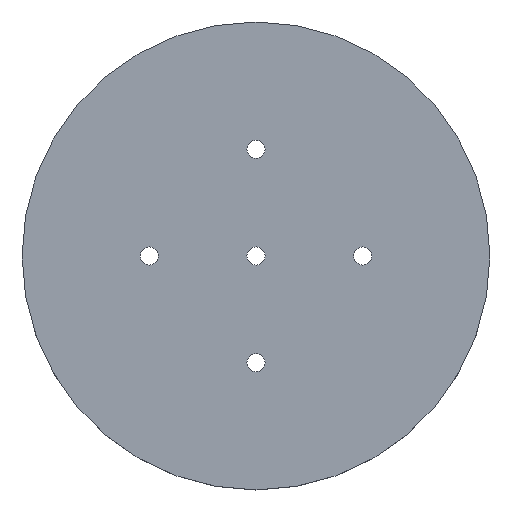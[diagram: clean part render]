
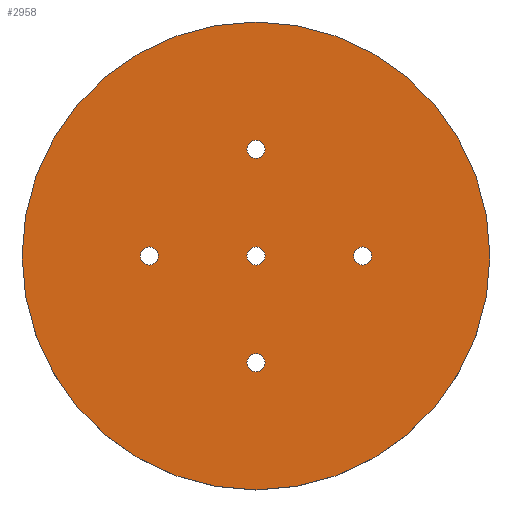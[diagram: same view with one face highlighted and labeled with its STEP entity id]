
A CAD part, top view. The second image highlights one B-rep face of the part: STEP entity #2958.
In plain terms, the highlighted planar face has unit normal (0, 0, 1).
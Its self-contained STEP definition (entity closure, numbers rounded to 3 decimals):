
#52 = DIRECTION ( 'NONE',  ( 0., 0., 1. ) ) ;
#190 = CARTESIAN_POINT ( 'NONE',  ( 0., 17.678, 10. ) ) ;
#224 = FACE_OUTER_BOUND ( 'NONE', #5678, .T. ) ;
#314 = ORIENTED_EDGE ( 'NONE', *, *, #5268, .T. ) ;
#385 = DIRECTION ( 'NONE',  ( 0., 0., 1. ) ) ;
#482 = CARTESIAN_POINT ( 'NONE',  ( 0., 0., 10. ) ) ;
#496 = EDGE_LOOP ( 'NONE', ( #5992, #3677 ) ) ;
#506 = EDGE_CURVE ( 'NONE', #2075, #3490, #4540, .T. ) ;
#583 = CIRCLE ( 'NONE', #6022, 1.5 ) ;
#636 = CARTESIAN_POINT ( 'NONE',  ( 0., 0., 10. ) ) ;
#643 = EDGE_CURVE ( 'NONE', #1929, #1444, #4042, .T. ) ;
#728 = FACE_BOUND ( 'NONE', #3654, .T. ) ;
#1113 = EDGE_CURVE ( 'NONE', #4632, #4882, #4887, .T. ) ;
#1156 = AXIS2_PLACEMENT_3D ( 'NONE', #1218, #2611, #4558 ) ;
#1218 = CARTESIAN_POINT ( 'NONE',  ( -17.678, 0., 10. ) ) ;
#1239 = CIRCLE ( 'NONE', #3198, 1.5 ) ;
#1278 = CARTESIAN_POINT ( 'NONE',  ( -1.5, 17.678, 10. ) ) ;
#1373 = CARTESIAN_POINT ( 'NONE',  ( 1.5, 0., 10. ) ) ;
#1444 = VERTEX_POINT ( 'NONE', #6103 ) ;
#1703 = PLANE ( 'NONE',  #4002 ) ;
#1759 = DIRECTION ( 'NONE',  ( 1., 0., 0. ) ) ;
#1824 = EDGE_CURVE ( 'NONE', #2886, #3564, #583, .T. ) ;
#1831 = DIRECTION ( 'NONE',  ( 1., 0., 0. ) ) ;
#1844 = AXIS2_PLACEMENT_3D ( 'NONE', #2733, #4298, #3813 ) ;
#1865 = DIRECTION ( 'NONE',  ( 1., 0., 0. ) ) ;
#1880 = CARTESIAN_POINT ( 'NONE',  ( 0., 0., 10. ) ) ;
#1899 = VERTEX_POINT ( 'NONE', #4844 ) ;
#1929 = VERTEX_POINT ( 'NONE', #1373 ) ;
#2075 = VERTEX_POINT ( 'NONE', #2538 ) ;
#2221 = CARTESIAN_POINT ( 'NONE',  ( -17.678, 0., 10. ) ) ;
#2288 = ORIENTED_EDGE ( 'NONE', *, *, #5404, .T. ) ;
#2430 = CARTESIAN_POINT ( 'NONE',  ( 1.5, 17.678, 10. ) ) ;
#2481 = AXIS2_PLACEMENT_3D ( 'NONE', #5934, #2889, #4886 ) ;
#2488 = ORIENTED_EDGE ( 'NONE', *, *, #4731, .F. ) ;
#2518 = CARTESIAN_POINT ( 'NONE',  ( 0., 0., 10. ) ) ;
#2538 = CARTESIAN_POINT ( 'NONE',  ( -19.178, 0., 10. ) ) ;
#2572 = CIRCLE ( 'NONE', #2481, 1.5 ) ;
#2610 = DIRECTION ( 'NONE',  ( 1., 0., 0. ) ) ;
#2611 = DIRECTION ( 'NONE',  ( 0., 0., 1. ) ) ;
#2733 = CARTESIAN_POINT ( 'NONE',  ( 17.678, 0., 10. ) ) ;
#2781 = DIRECTION ( 'NONE',  ( 1., 0., 0. ) ) ;
#2789 = ORIENTED_EDGE ( 'NONE', *, *, #5633, .F. ) ;
#2860 = CARTESIAN_POINT ( 'NONE',  ( -38.75, 0., 10. ) ) ;
#2886 = VERTEX_POINT ( 'NONE', #2430 ) ;
#2889 = DIRECTION ( 'NONE',  ( 0., 0., 1. ) ) ;
#2929 = VERTEX_POINT ( 'NONE', #3183 ) ;
#2958 = ADVANCED_FACE ( 'NONE', ( #5048, #6123, #728, #5109, #6062, #224 ), #1703, .T. ) ;
#3042 = AXIS2_PLACEMENT_3D ( 'NONE', #4445, #52, #3971 ) ;
#3110 = EDGE_CURVE ( 'NONE', #2929, #1899, #4607, .T. ) ;
#3139 = ORIENTED_EDGE ( 'NONE', *, *, #1824, .F. ) ;
#3183 = CARTESIAN_POINT ( 'NONE',  ( 16.178, 0., 10. ) ) ;
#3198 = AXIS2_PLACEMENT_3D ( 'NONE', #5259, #3271, #1759 ) ;
#3243 = EDGE_CURVE ( 'NONE', #1899, #2929, #2572, .T. ) ;
#3254 = CARTESIAN_POINT ( 'NONE',  ( 38.75, 0., 10. ) ) ;
#3271 = DIRECTION ( 'NONE',  ( 0., 0., 1. ) ) ;
#3339 = AXIS2_PLACEMENT_3D ( 'NONE', #4690, #385, #1865 ) ;
#3443 = ORIENTED_EDGE ( 'NONE', *, *, #3243, .F. ) ;
#3448 = AXIS2_PLACEMENT_3D ( 'NONE', #1880, #5827, #2781 ) ;
#3453 = DIRECTION ( 'NONE',  ( 1., 0., 0. ) ) ;
#3480 = DIRECTION ( 'NONE',  ( 1., 0., 0. ) ) ;
#3490 = VERTEX_POINT ( 'NONE', #5199 ) ;
#3520 = EDGE_CURVE ( 'NONE', #4882, #4632, #1239, .T. ) ;
#3564 = VERTEX_POINT ( 'NONE', #1278 ) ;
#3605 = DIRECTION ( 'NONE',  ( 1., 0., 0. ) ) ;
#3654 = EDGE_LOOP ( 'NONE', ( #5392, #5406 ) ) ;
#3658 = CARTESIAN_POINT ( 'NONE',  ( -1.5, -17.678, 10. ) ) ;
#3677 = ORIENTED_EDGE ( 'NONE', *, *, #1113, .F. ) ;
#3782 = EDGE_LOOP ( 'NONE', ( #6151, #2789 ) ) ;
#3813 = DIRECTION ( 'NONE',  ( 1., 0., 0. ) ) ;
#3853 = DIRECTION ( 'NONE',  ( 0., 0., 1. ) ) ;
#3971 = DIRECTION ( 'NONE',  ( 1., 0., 0. ) ) ;
#4002 = AXIS2_PLACEMENT_3D ( 'NONE', #636, #6035, #2610 ) ;
#4039 = CIRCLE ( 'NONE', #5771, 1.5 ) ;
#4042 = CIRCLE ( 'NONE', #4764, 1.5 ) ;
#4195 = EDGE_CURVE ( 'NONE', #3490, #2075, #5356, .T. ) ;
#4217 = CARTESIAN_POINT ( 'NONE',  ( 1.5, -17.678, 10. ) ) ;
#4220 = VERTEX_POINT ( 'NONE', #2860 ) ;
#4272 = DIRECTION ( 'NONE',  ( 0., 0., 1. ) ) ;
#4298 = DIRECTION ( 'NONE',  ( 0., 0., 1. ) ) ;
#4400 = DIRECTION ( 'NONE',  ( 0., 0., 1. ) ) ;
#4445 = CARTESIAN_POINT ( 'NONE',  ( 0., -17.678, 10. ) ) ;
#4540 = CIRCLE ( 'NONE', #4749, 1.5 ) ;
#4558 = DIRECTION ( 'NONE',  ( 1., 0., 0. ) ) ;
#4607 = CIRCLE ( 'NONE', #1844, 1.5 ) ;
#4632 = VERTEX_POINT ( 'NONE', #3658 ) ;
#4665 = EDGE_LOOP ( 'NONE', ( #3139, #2488 ) ) ;
#4666 = DIRECTION ( 'NONE',  ( 0., 0., 1. ) ) ;
#4690 = CARTESIAN_POINT ( 'NONE',  ( 0., 0., 10. ) ) ;
#4700 = DIRECTION ( 'NONE',  ( 1., 0., 0. ) ) ;
#4731 = EDGE_CURVE ( 'NONE', #3564, #2886, #4039, .T. ) ;
#4749 = AXIS2_PLACEMENT_3D ( 'NONE', #2221, #4272, #1831 ) ;
#4764 = AXIS2_PLACEMENT_3D ( 'NONE', #2518, #3853, #3480 ) ;
#4844 = CARTESIAN_POINT ( 'NONE',  ( 19.178, 0., 10. ) ) ;
#4874 = CIRCLE ( 'NONE', #3339, 38.75 ) ;
#4882 = VERTEX_POINT ( 'NONE', #4217 ) ;
#4886 = DIRECTION ( 'NONE',  ( 1., 0., 0. ) ) ;
#4887 = CIRCLE ( 'NONE', #3042, 1.5 ) ;
#4918 = ORIENTED_EDGE ( 'NONE', *, *, #3110, .F. ) ;
#5048 = FACE_BOUND ( 'NONE', #496, .T. ) ;
#5109 = FACE_BOUND ( 'NONE', #4665, .T. ) ;
#5199 = CARTESIAN_POINT ( 'NONE',  ( -16.178, 0., 10. ) ) ;
#5237 = VERTEX_POINT ( 'NONE', #3254 ) ;
#5259 = CARTESIAN_POINT ( 'NONE',  ( 0., -17.678, 10. ) ) ;
#5268 = EDGE_CURVE ( 'NONE', #4220, #5237, #4874, .T. ) ;
#5281 = AXIS2_PLACEMENT_3D ( 'NONE', #482, #4400, #3453 ) ;
#5356 = CIRCLE ( 'NONE', #1156, 1.5 ) ;
#5392 = ORIENTED_EDGE ( 'NONE', *, *, #4195, .F. ) ;
#5404 = EDGE_CURVE ( 'NONE', #5237, #4220, #5675, .T. ) ;
#5406 = ORIENTED_EDGE ( 'NONE', *, *, #506, .F. ) ;
#5529 = CARTESIAN_POINT ( 'NONE',  ( 0., 17.678, 10. ) ) ;
#5633 = EDGE_CURVE ( 'NONE', #1444, #1929, #6197, .T. ) ;
#5675 = CIRCLE ( 'NONE', #5281, 38.75 ) ;
#5678 = EDGE_LOOP ( 'NONE', ( #314, #2288 ) ) ;
#5742 = EDGE_LOOP ( 'NONE', ( #3443, #4918 ) ) ;
#5771 = AXIS2_PLACEMENT_3D ( 'NONE', #5529, #4666, #4700 ) ;
#5827 = DIRECTION ( 'NONE',  ( 0., 0., 1. ) ) ;
#5934 = CARTESIAN_POINT ( 'NONE',  ( 17.678, 0., 10. ) ) ;
#5970 = DIRECTION ( 'NONE',  ( 0., 0., 1. ) ) ;
#5992 = ORIENTED_EDGE ( 'NONE', *, *, #3520, .F. ) ;
#6022 = AXIS2_PLACEMENT_3D ( 'NONE', #190, #5970, #3605 ) ;
#6035 = DIRECTION ( 'NONE',  ( 0., 0., 1. ) ) ;
#6062 = FACE_BOUND ( 'NONE', #5742, .T. ) ;
#6103 = CARTESIAN_POINT ( 'NONE',  ( -1.5, 0., 10. ) ) ;
#6123 = FACE_BOUND ( 'NONE', #3782, .T. ) ;
#6151 = ORIENTED_EDGE ( 'NONE', *, *, #643, .F. ) ;
#6197 = CIRCLE ( 'NONE', #3448, 1.5 ) ;
